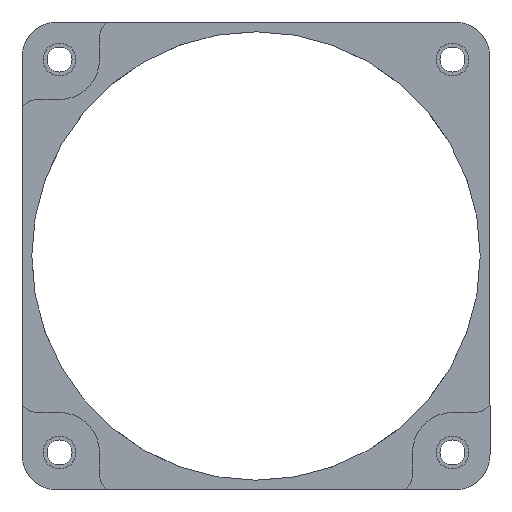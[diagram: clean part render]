
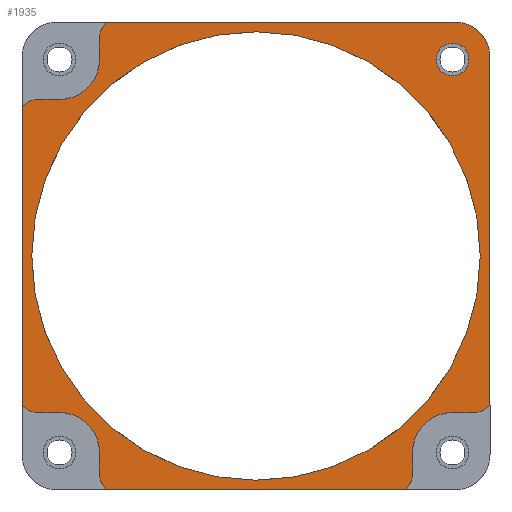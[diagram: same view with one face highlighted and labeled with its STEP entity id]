
A CAD part, left-side view. The second image highlights one B-rep face of the part: STEP entity #1935.
In plain terms, the highlighted planar face has unit normal (-1, 0, 0).
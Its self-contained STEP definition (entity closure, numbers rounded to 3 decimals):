
#67=FACE_BOUND('',#254,.T.);
#68=FACE_BOUND('',#255,.T.);
#134=FACE_OUTER_BOUND('',#253,.T.);
#253=EDGE_LOOP('',(#1553,#1554,#1555,#1556,#1557,#1558,#1559,#1560,#1561,
#1562,#1563,#1564,#1565,#1566,#1567,#1568,#1569,#1570,#1571,#1572));
#254=EDGE_LOOP('',(#1573,#1574));
#255=EDGE_LOOP('',(#1575,#1576));
#366=CIRCLE('',#2114,2.1);
#369=CIRCLE('',#2119,2.1);
#371=CIRCLE('',#2123,2.7);
#372=CIRCLE('',#2124,5.123);
#373=CIRCLE('',#2125,2.7);
#374=CIRCLE('',#2126,2.7);
#375=CIRCLE('',#2127,5.123);
#376=CIRCLE('',#2128,2.7);
#377=CIRCLE('',#2129,4.5);
#378=CIRCLE('',#2130,2.7);
#379=CIRCLE('',#2131,5.123);
#380=CIRCLE('',#2132,2.7);
#381=CIRCLE('',#2133,28.75);
#382=CIRCLE('',#2134,28.75);
#519=LINE('',#3188,#702);
#520=LINE('',#3192,#703);
#521=LINE('',#3196,#704);
#522=LINE('',#3200,#705);
#523=LINE('',#3204,#706);
#524=LINE('',#3208,#707);
#525=LINE('',#3212,#708);
#526=LINE('',#3216,#709);
#527=LINE('',#3220,#710);
#528=LINE('',#3223,#711);
#702=VECTOR('',#2580,10.);
#703=VECTOR('',#2583,10.);
#704=VECTOR('',#2586,10.);
#705=VECTOR('',#2589,10.);
#706=VECTOR('',#2592,10.);
#707=VECTOR('',#2595,10.);
#708=VECTOR('',#2598,10.);
#709=VECTOR('',#2601,10.);
#710=VECTOR('',#2604,10.);
#711=VECTOR('',#2607,10.);
#885=VERTEX_POINT('',#3167);
#886=VERTEX_POINT('',#3168);
#890=VERTEX_POINT('',#3184);
#891=VERTEX_POINT('',#3185);
#892=VERTEX_POINT('',#3187);
#893=VERTEX_POINT('',#3189);
#894=VERTEX_POINT('',#3191);
#895=VERTEX_POINT('',#3193);
#896=VERTEX_POINT('',#3195);
#897=VERTEX_POINT('',#3197);
#898=VERTEX_POINT('',#3199);
#899=VERTEX_POINT('',#3201);
#900=VERTEX_POINT('',#3203);
#901=VERTEX_POINT('',#3205);
#902=VERTEX_POINT('',#3207);
#903=VERTEX_POINT('',#3209);
#904=VERTEX_POINT('',#3211);
#905=VERTEX_POINT('',#3213);
#906=VERTEX_POINT('',#3215);
#907=VERTEX_POINT('',#3217);
#908=VERTEX_POINT('',#3219);
#909=VERTEX_POINT('',#3221);
#910=VERTEX_POINT('',#3224);
#911=VERTEX_POINT('',#3225);
#1118=EDGE_CURVE('',#885,#886,#366,.T.);
#1124=EDGE_CURVE('',#886,#885,#369,.T.);
#1126=EDGE_CURVE('',#890,#891,#371,.T.);
#1127=EDGE_CURVE('',#891,#892,#519,.T.);
#1128=EDGE_CURVE('',#892,#893,#372,.T.);
#1129=EDGE_CURVE('',#893,#894,#520,.T.);
#1130=EDGE_CURVE('',#894,#895,#373,.T.);
#1131=EDGE_CURVE('',#895,#896,#521,.T.);
#1132=EDGE_CURVE('',#896,#897,#374,.T.);
#1133=EDGE_CURVE('',#897,#898,#522,.T.);
#1134=EDGE_CURVE('',#898,#899,#375,.T.);
#1135=EDGE_CURVE('',#899,#900,#523,.T.);
#1136=EDGE_CURVE('',#900,#901,#376,.T.);
#1137=EDGE_CURVE('',#901,#902,#524,.T.);
#1138=EDGE_CURVE('',#902,#903,#377,.T.);
#1139=EDGE_CURVE('',#903,#904,#525,.T.);
#1140=EDGE_CURVE('',#904,#905,#378,.T.);
#1141=EDGE_CURVE('',#905,#906,#526,.T.);
#1142=EDGE_CURVE('',#906,#907,#379,.T.);
#1143=EDGE_CURVE('',#907,#908,#527,.T.);
#1144=EDGE_CURVE('',#908,#909,#380,.T.);
#1145=EDGE_CURVE('',#909,#890,#528,.T.);
#1146=EDGE_CURVE('',#910,#911,#381,.T.);
#1147=EDGE_CURVE('',#911,#910,#382,.T.);
#1553=ORIENTED_EDGE('',*,*,#1126,.T.);
#1554=ORIENTED_EDGE('',*,*,#1127,.T.);
#1555=ORIENTED_EDGE('',*,*,#1128,.T.);
#1556=ORIENTED_EDGE('',*,*,#1129,.T.);
#1557=ORIENTED_EDGE('',*,*,#1130,.T.);
#1558=ORIENTED_EDGE('',*,*,#1131,.T.);
#1559=ORIENTED_EDGE('',*,*,#1132,.T.);
#1560=ORIENTED_EDGE('',*,*,#1133,.T.);
#1561=ORIENTED_EDGE('',*,*,#1134,.T.);
#1562=ORIENTED_EDGE('',*,*,#1135,.T.);
#1563=ORIENTED_EDGE('',*,*,#1136,.T.);
#1564=ORIENTED_EDGE('',*,*,#1137,.T.);
#1565=ORIENTED_EDGE('',*,*,#1138,.T.);
#1566=ORIENTED_EDGE('',*,*,#1139,.T.);
#1567=ORIENTED_EDGE('',*,*,#1140,.T.);
#1568=ORIENTED_EDGE('',*,*,#1141,.T.);
#1569=ORIENTED_EDGE('',*,*,#1142,.T.);
#1570=ORIENTED_EDGE('',*,*,#1143,.T.);
#1571=ORIENTED_EDGE('',*,*,#1144,.T.);
#1572=ORIENTED_EDGE('',*,*,#1145,.T.);
#1573=ORIENTED_EDGE('',*,*,#1146,.T.);
#1574=ORIENTED_EDGE('',*,*,#1147,.T.);
#1575=ORIENTED_EDGE('',*,*,#1118,.T.);
#1576=ORIENTED_EDGE('',*,*,#1124,.T.);
#1851=PLANE('',#2122);
#1935=ADVANCED_FACE('',(#134,#67,#68),#1851,.T.);
#2114=AXIS2_PLACEMENT_3D('',#3169,#2557,#2558);
#2119=AXIS2_PLACEMENT_3D('',#3180,#2570,#2571);
#2122=AXIS2_PLACEMENT_3D('',#3183,#2576,#2577);
#2123=AXIS2_PLACEMENT_3D('',#3186,#2578,#2579);
#2124=AXIS2_PLACEMENT_3D('',#3190,#2581,#2582);
#2125=AXIS2_PLACEMENT_3D('',#3194,#2584,#2585);
#2126=AXIS2_PLACEMENT_3D('',#3198,#2587,#2588);
#2127=AXIS2_PLACEMENT_3D('',#3202,#2590,#2591);
#2128=AXIS2_PLACEMENT_3D('',#3206,#2593,#2594);
#2129=AXIS2_PLACEMENT_3D('',#3210,#2596,#2597);
#2130=AXIS2_PLACEMENT_3D('',#3214,#2599,#2600);
#2131=AXIS2_PLACEMENT_3D('',#3218,#2602,#2603);
#2132=AXIS2_PLACEMENT_3D('',#3222,#2605,#2606);
#2133=AXIS2_PLACEMENT_3D('',#3226,#2608,#2609);
#2134=AXIS2_PLACEMENT_3D('',#3227,#2610,#2611);
#2557=DIRECTION('center_axis',(1.,0.,0.));
#2558=DIRECTION('ref_axis',(0.,-1.,0.));
#2570=DIRECTION('center_axis',(1.,0.,0.));
#2571=DIRECTION('ref_axis',(0.,-1.,0.));
#2576=DIRECTION('center_axis',(-1.,0.,0.));
#2577=DIRECTION('ref_axis',(0.,-1.,0.));
#2578=DIRECTION('center_axis',(-1.,0.,0.));
#2579=DIRECTION('ref_axis',(0.,0.,-1.));
#2580=DIRECTION('',(0.,-1.,0.));
#2581=DIRECTION('center_axis',(1.,0.,0.));
#2582=DIRECTION('ref_axis',(0.,0.,1.));
#2583=DIRECTION('',(0.,0.,-1.));
#2584=DIRECTION('center_axis',(-1.,0.,0.));
#2585=DIRECTION('ref_axis',(0.,0.,
-1.));
#2586=DIRECTION('',(0.,-1.,0.));
#2587=DIRECTION('center_axis',(-1.,0.,0.));
#2588=DIRECTION('ref_axis',(0.,-1.,0.));
#2589=DIRECTION('',(0.,0.,1.));
#2590=DIRECTION('center_axis',(1.,0.,0.));
#2591=DIRECTION('ref_axis',(0.,1.,0.));
#2592=DIRECTION('',(0.,-1.,0.));
#2593=DIRECTION('center_axis',(-1.,0.,0.));
#2594=DIRECTION('ref_axis',(0.,-1.,0.));
#2595=DIRECTION('',(0.,0.,1.));
#2596=DIRECTION('center_axis',(-1.,0.,0.));
#2597=DIRECTION('ref_axis',(0.,0.,1.));
#2598=DIRECTION('',(0.,1.,0.));
#2599=DIRECTION('center_axis',(-1.,0.,0.));
#2600=DIRECTION('ref_axis',(0.,1.,0.));
#2601=DIRECTION('',(0.,0.,-1.));
#2602=DIRECTION('center_axis',(1.,0.,0.));
#2603=DIRECTION('ref_axis',(0.,-1.,0.));
#2604=DIRECTION('',(0.,1.,0.));
#2605=DIRECTION('center_axis',(-1.,0.,0.));
#2606=DIRECTION('ref_axis',(0.,1.,0.));
#2607=DIRECTION('',(0.,0.,-1.));
#2608=DIRECTION('center_axis',(1.,0.,0.));
#2609=DIRECTION('ref_axis',(0.,1.,0.));
#2610=DIRECTION('center_axis',(1.,0.,0.));
#2611=DIRECTION('ref_axis',(0.,1.,0.));
#3167=CARTESIAN_POINT('',(330.8,81.813,-66.009));
#3168=CARTESIAN_POINT('',(330.8,81.813,-61.809));
#3169=CARTESIAN_POINT('Origin',(330.8,81.813,-63.909));
#3180=CARTESIAN_POINT('Origin',(330.8,81.813,-63.909));
#3183=CARTESIAN_POINT('Origin',(330.8,107.,-89.096));
#3184=CARTESIAN_POINT('',(330.8,137.,-108.275));
#3185=CARTESIAN_POINT('',(330.8,135.,-109.161));
#3186=CARTESIAN_POINT('Origin',(330.8,135.,-106.461));
#3187=CARTESIAN_POINT('',(330.8,132.188,-109.161));
#3188=CARTESIAN_POINT('',(330.8,121.,-109.161));
#3189=CARTESIAN_POINT('',(330.8,127.065,-114.284));
#3190=CARTESIAN_POINT('Origin',(330.8,132.188,-114.284));
#3191=CARTESIAN_POINT('',(330.8,127.065,-117.096));
#3192=CARTESIAN_POINT('',(330.8,127.065,-101.69));
#3193=CARTESIAN_POINT('',(330.8,126.179,-119.096));
#3194=CARTESIAN_POINT('Origin',(330.8,124.365,-117.096));
#3195=CARTESIAN_POINT('',(330.8,87.821,-119.096));
#3196=CARTESIAN_POINT('',(330.8,94.25,-119.096));
#3197=CARTESIAN_POINT('',(330.8,86.935,-117.096));
#3198=CARTESIAN_POINT('Origin',(330.8,89.635,-117.096));
#3199=CARTESIAN_POINT('',(330.8,86.935,-114.284));
#3200=CARTESIAN_POINT('',(330.8,86.935,-103.096));
#3201=CARTESIAN_POINT('',(330.8,81.813,-109.161));
#3202=CARTESIAN_POINT('Origin',(330.8,81.813,-114.284));
#3203=CARTESIAN_POINT('',(330.8,79.,-109.161));
#3204=CARTESIAN_POINT('',(330.8,94.406,-109.161));
#3205=CARTESIAN_POINT('',(330.8,77.,-108.275));
#3206=CARTESIAN_POINT('Origin',(330.8,79.,-106.461));
#3207=CARTESIAN_POINT('',(330.8,77.,-63.596));
#3208=CARTESIAN_POINT('',(330.8,77.,-76.346));
#3209=CARTESIAN_POINT('',(330.8,81.5,-59.096));
#3210=CARTESIAN_POINT('Origin',(330.8,81.5,-63.596));
#3211=CARTESIAN_POINT('',(330.8,126.179,-59.096));
#3212=CARTESIAN_POINT('',(330.8,119.75,-59.096));
#3213=CARTESIAN_POINT('',(330.8,127.065,-61.096));
#3214=CARTESIAN_POINT('Origin',(330.8,124.365,-61.096));
#3215=CARTESIAN_POINT('',(330.8,127.065,-63.909));
#3216=CARTESIAN_POINT('',(330.8,127.065,-75.096));
#3217=CARTESIAN_POINT('',(330.8,132.188,-69.031));
#3218=CARTESIAN_POINT('Origin',(330.8,132.188,-63.909));
#3219=CARTESIAN_POINT('',(330.8,135.,-69.031));
#3220=CARTESIAN_POINT('',(330.8,119.594,-69.031));
#3221=CARTESIAN_POINT('',(330.8,137.,-69.917));
#3222=CARTESIAN_POINT('Origin',(330.8,135.,-71.731));
#3223=CARTESIAN_POINT('',(330.8,137.,-101.846));
#3224=CARTESIAN_POINT('',(330.8,134.027,-98.899));
#3225=CARTESIAN_POINT('',(330.8,78.25,-89.096));
#3226=CARTESIAN_POINT('Origin',(330.8,107.,-89.096));
#3227=CARTESIAN_POINT('Origin',(330.8,107.,-89.096));
